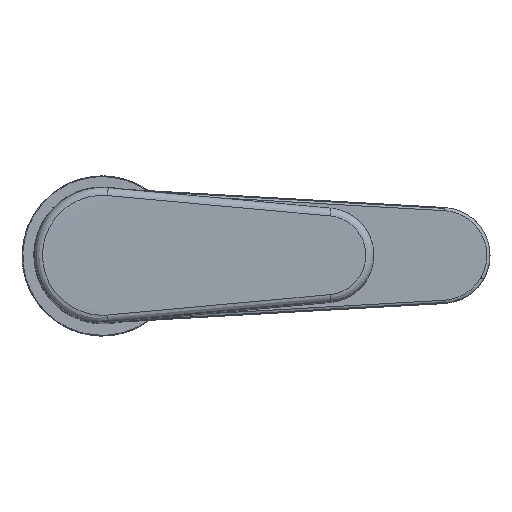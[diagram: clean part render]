
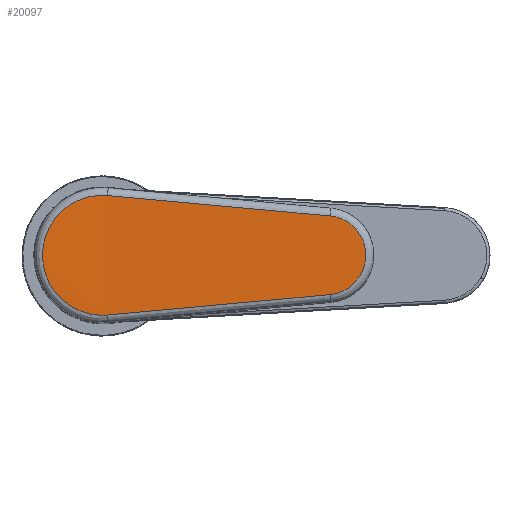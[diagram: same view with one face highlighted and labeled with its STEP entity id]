
A CAD part, top view. The second image highlights one B-rep face of the part: STEP entity #20097.
In plain terms, the highlighted cylindrical face has radius 500 mm (diameter 1000 mm), a partial arc.
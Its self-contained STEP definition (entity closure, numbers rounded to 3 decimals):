
#18912=CARTESIAN_POINT('Vertex',(1.688,18.629,122.653)) ;
#18925=CARTESIAN_POINT('Vertex',(1.688,-18.629,122.653)) ;
#18929=CARTESIAN_POINT('Control Point',(1.688,18.629,122.653)) ;
#18930=CARTESIAN_POINT('Control Point',(-1.486,18.92,122.642)) ;
#18931=CARTESIAN_POINT('Control Point',(-4.723,18.528,122.656)) ;
#18932=CARTESIAN_POINT('Control Point',(-7.826,17.433,122.699)) ;
#18933=CARTESIAN_POINT('Control Point',(-14.069,13.544,122.832)) ;
#18934=CARTESIAN_POINT('Control Point',(-17.91,7.153,122.97)) ;
#18935=CARTESIAN_POINT('Control Point',(-19.025,3.087,123.018)) ;
#18936=CARTESIAN_POINT('Control Point',(-18.975,-6.457,123.009)) ;
#18937=CARTESIAN_POINT('Control Point',(-13.476,-14.512,122.818)) ;
#18938=CARTESIAN_POINT('Control Point',(-8.83,-17.765,122.683)) ;
#18939=CARTESIAN_POINT('Control Point',(-3.486,-19.103,122.635)) ;
#18940=CARTESIAN_POINT('Control Point',(1.688,-18.629,122.653)) ;
#20043=CARTESIAN_POINT('Vertex',(71.112,-12.272,122.849)) ;
#20047=CARTESIAN_POINT('Control Point',(1.688,-18.629,122.653)) ;
#20048=CARTESIAN_POINT('Control Point',(15.573,-17.358,122.7)) ;
#20049=CARTESIAN_POINT('Control Point',(29.458,-16.086,122.744)) ;
#20050=CARTESIAN_POINT('Control Point',(43.343,-14.815,122.783)) ;
#20051=CARTESIAN_POINT('Control Point',(57.227,-13.543,122.818)) ;
#20052=CARTESIAN_POINT('Control Point',(71.112,-12.272,122.849)) ;
#20061=CARTESIAN_POINT('Axis2P3D Location',(28.263,0.,-377.)) ;
#20067=CARTESIAN_POINT('Control Point',(71.112,-12.272,122.849)) ;
#20068=CARTESIAN_POINT('Control Point',(73.502,-12.053,122.855)) ;
#20069=CARTESIAN_POINT('Control Point',(75.838,-11.247,122.874)) ;
#20070=CARTESIAN_POINT('Control Point',(77.928,-9.869,122.907)) ;
#20071=CARTESIAN_POINT('Control Point',(80.428,-7.125,122.956)) ;
#20072=CARTESIAN_POINT('Control Point',(81.772,-3.747,122.988)) ;
#20073=CARTESIAN_POINT('Control Point',(82.081,-2.569,122.996)) ;
#20074=CARTESIAN_POINT('Control Point',(82.568,1.041,123.008)) ;
#20075=CARTESIAN_POINT('Control Point',(81.735,4.668,122.987)) ;
#20076=CARTESIAN_POINT('Control Point',(80.59,6.901,122.958)) ;
#20077=CARTESIAN_POINT('Control Point',(78.091,9.736,122.908)) ;
#20078=CARTESIAN_POINT('Control Point',(74.809,11.442,122.869)) ;
#20079=CARTESIAN_POINT('Control Point',(73.61,11.88,122.859)) ;
#20080=CARTESIAN_POINT('Control Point',(72.369,12.157,122.852)) ;
#20081=CARTESIAN_POINT('Control Point',(71.112,12.272,122.849)) ;
#20082=CARTESIAN_POINT('Vertex',(71.112,12.272,122.849)) ;
#20086=CARTESIAN_POINT('Control Point',(1.688,18.629,122.653)) ;
#20087=CARTESIAN_POINT('Control Point',(24.83,16.51,122.732)) ;
#20088=CARTESIAN_POINT('Control Point',(47.971,14.391,122.797)) ;
#20089=CARTESIAN_POINT('Control Point',(71.112,12.272,122.849)) ;
#20062=DIRECTION('Axis2P3D Direction',(1.,0.,0.)) ;
#20063=DIRECTION('Axis2P3D XDirection',(0.,0.099,0.995)) ;
#20064=AXIS2_PLACEMENT_3D('Cylinder Axis2P3D',#20061,#20062,#20063) ;
#20065=CYLINDRICAL_SURFACE('generated cylinder',#20064,500.) ;
#18941=EDGE_CURVE('',#18913,#18926,#18928,.T.) ;
#20053=EDGE_CURVE('',#18926,#20044,#20046,.T.) ;
#20084=EDGE_CURVE('',#20044,#20083,#20066,.T.) ;
#20090=EDGE_CURVE('',#20083,#18913,#20085,.F.) ;
#20092=ORIENTED_EDGE('',*,*,#20053,.T.) ;
#20093=ORIENTED_EDGE('',*,*,#20084,.T.) ;
#20094=ORIENTED_EDGE('',*,*,#20090,.T.) ;
#20095=ORIENTED_EDGE('',*,*,#18941,.T.) ;
#20091=EDGE_LOOP('',(#20092,#20093,#20094,#20095)) ;
#18913=VERTEX_POINT('',#18912) ;
#18926=VERTEX_POINT('',#18925) ;
#20044=VERTEX_POINT('',#20043) ;
#20083=VERTEX_POINT('',#20082) ;
#20097=ADVANCED_FACE('P32334.1\\PartBody',(#20096),#20065,.T.) ;
#18928=B_SPLINE_CURVE_WITH_KNOTS('',5,(#18929,#18930,#18931,#18932,#18933,#18934,#18935,#18936,#18937,#18938,#18939,#18940),.UNSPECIFIED.,.F.,.U.,(6,3,3,6),(51.182,68.939,91.223,120.169),.UNSPECIFIED.) ;
#20046=B_SPLINE_CURVE_WITH_KNOTS('',5,(#20047,#20048,#20049,#20050,#20051,#20052),.UNSPECIFIED.,.F.,.U.,(6,6),(63.256,132.97),.UNSPECIFIED.) ;
#20066=B_SPLINE_CURVE_WITH_KNOTS('',5,(#20067,#20068,#20069,#20070,#20071,#20072,#20073,#20074,#20075,#20076,#20077,#20078,#20079,#20080,#20081),.UNSPECIFIED.,.F.,.U.,(6,3,3,3,6),(0.,17.11,25.696,42.85,51.844),.UNSPECIFIED.) ;
#20085=B_SPLINE_CURVE_WITH_KNOTS('',3,(#20086,#20087,#20088,#20089),.UNSPECIFIED.,.F.,.U.,(4,4),(0.,98.591),.UNSPECIFIED.) ;
#20096=FACE_OUTER_BOUND('',#20091,.T.) ;
